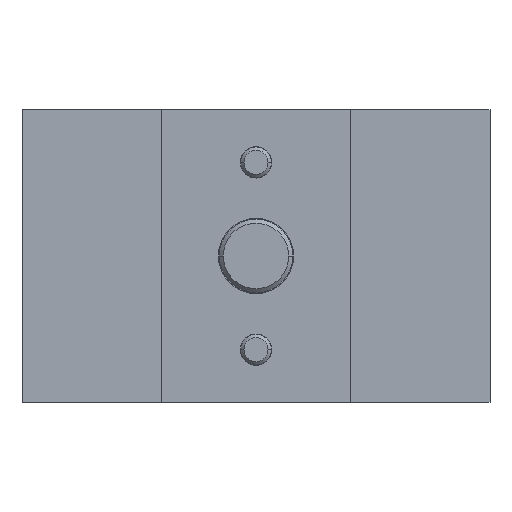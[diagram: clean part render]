
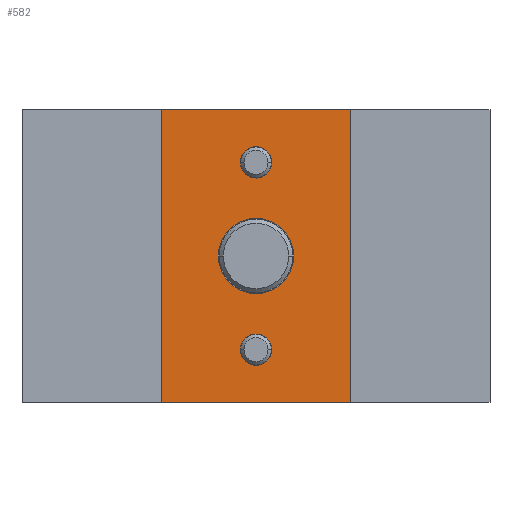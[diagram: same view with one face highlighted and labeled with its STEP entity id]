
A CAD part, front view. The second image highlights one B-rep face of the part: STEP entity #582.
In plain terms, the highlighted planar face has unit normal (0, -1, 0).
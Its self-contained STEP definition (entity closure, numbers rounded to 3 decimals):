
#582=ADVANCED_FACE('',(#1625,#1626,#1627,#1628),#1629,.T.);
#590=EDGE_CURVE('',#1224,#604,#1638,.T.);
#592=EDGE_CURVE('',#1416,#662,#1640,.T.);
#604=VERTEX_POINT('',#1653);
#662=VERTEX_POINT('',#1715);
#778=EDGE_CURVE('',#944,#1250,#1841,.T.);
#800=EDGE_CURVE('',#662,#1416,#1865,.T.);
#810=EDGE_CURVE('',#826,#950,#1876,.T.);
#826=VERTEX_POINT('',#1893);
#848=EDGE_CURVE('',#1250,#944,#1916,.T.);
#860=EDGE_CURVE('',#986,#1446,#1929,.T.);
#944=VERTEX_POINT('',#2021);
#950=VERTEX_POINT('',#2029);
#986=VERTEX_POINT('',#2069);
#1116=EDGE_CURVE('',#604,#1224,#2216,.T.);
#1224=VERTEX_POINT('',#2333);
#1250=VERTEX_POINT('',#2364);
#1400=EDGE_CURVE('',#986,#826,#2530,.T.);
#1416=VERTEX_POINT('',#2549);
#1446=VERTEX_POINT('',#2581);
#1532=EDGE_CURVE('',#950,#1446,#2681,.T.);
#1625=FACE_BOUND('',#2785,.T.);
#1626=FACE_BOUND('',#2786,.T.);
#1627=FACE_BOUND('',#2787,.T.);
#1628=FACE_OUTER_BOUND('',#2788,.T.);
#1629=PLANE('',#2789);
#1638=CIRCLE('',#2799,2.55);
#1640=CIRCLE('',#2802,2.55);
#1653=CARTESIAN_POINT('',(2.55,0.,15.25));
#1715=CARTESIAN_POINT('',(-2.55,0.,-15.25));
#1841=CIRCLE('',#3078,6.12);
#1865=CIRCLE('',#3113,2.55);
#1876=LINE('',#3127,#3128);
#1893=CARTESIAN_POINT('',(15.45,0.,-23.8));
#1916=CIRCLE('',#3189,6.12);
#1929=LINE('',#3205,#3206);
#2021=CARTESIAN_POINT('',(-6.12,0.0,0.));
#2029=CARTESIAN_POINT('',(15.45,0.,23.8));
#2069=CARTESIAN_POINT('',(-15.45,0.,-23.8));
#2216=CIRCLE('',#3605,2.55);
#2333=CARTESIAN_POINT('',(-2.55,0.,15.25));
#2364=CARTESIAN_POINT('',(6.12,0.0,0.));
#2530=LINE('',#4031,#4032);
#2549=CARTESIAN_POINT('',(2.55,0.,-15.25));
#2581=CARTESIAN_POINT('',(-15.45,0.,23.8));
#2681=LINE('',#4246,#4247);
#2785=EDGE_LOOP('',(#4335,#4336));
#2786=EDGE_LOOP('',(#4337,#4338));
#2787=EDGE_LOOP('',(#4339,#4340));
#2788=EDGE_LOOP('',(#4341,#4342,#4343,#4344));
#2789=AXIS2_PLACEMENT_3D('',#4345,#4346,#4347);
#2799=AXIS2_PLACEMENT_3D('',#4356,#4357,#4358);
#2802=AXIS2_PLACEMENT_3D('',#4359,#4360,#4361);
#3078=AXIS2_PLACEMENT_3D('',#4569,#4570,#4571);
#3113=AXIS2_PLACEMENT_3D('',#4618,#4619,#4620);
#3127=CARTESIAN_POINT('',(15.45,0.,-23.8));
#3128=VECTOR('',#4632,1.0);
#3189=AXIS2_PLACEMENT_3D('',#4664,#4665,#4666);
#3205=CARTESIAN_POINT('',(-15.45,0.,-23.8));
#3206=VECTOR('',#4676,1.0);
#3605=AXIS2_PLACEMENT_3D('',#4996,#4997,#4998);
#4031=CARTESIAN_POINT('',(-15.45,0.,-23.8));
#4032=VECTOR('',#5326,1.0);
#4246=CARTESIAN_POINT('',(-15.45,0.,23.8));
#4247=VECTOR('',#5503,1.0);
#4335=ORIENTED_EDGE('',*,*,#590,.T.);
#4336=ORIENTED_EDGE('',*,*,#1116,.T.);
#4337=ORIENTED_EDGE('',*,*,#800,.T.);
#4338=ORIENTED_EDGE('',*,*,#592,.T.);
#4339=ORIENTED_EDGE('',*,*,#778,.T.);
#4340=ORIENTED_EDGE('',*,*,#848,.T.);
#4341=ORIENTED_EDGE('',*,*,#1532,.T.);
#4342=ORIENTED_EDGE('',*,*,#860,.F.);
#4343=ORIENTED_EDGE('',*,*,#1400,.T.);
#4344=ORIENTED_EDGE('',*,*,#810,.T.);
#4345=CARTESIAN_POINT('',(15.45,0.,-23.8));
#4346=DIRECTION('',(0.0,-1.0,0.0));
#4347=DIRECTION('',(1.0,0.0,0.0));
#4356=CARTESIAN_POINT('',(0.,0.,15.25));
#4357=DIRECTION('',(-0.0,1.0,0.0));
#4358=DIRECTION('',(1.0,0.0,0.0));
#4359=CARTESIAN_POINT('',(0.,0.,-15.25));
#4360=DIRECTION('',(-0.0,1.0,0.0));
#4361=DIRECTION('',(1.0,0.0,0.0));
#4569=CARTESIAN_POINT('',(0.0,0.0,0.0));
#4570=DIRECTION('',(-0.0,1.0,0.0));
#4571=DIRECTION('',(1.0,0.0,0.0));
#4618=CARTESIAN_POINT('',(0.,0.,-15.25));
#4619=DIRECTION('',(-0.0,1.0,0.0));
#4620=DIRECTION('',(1.0,0.0,0.0));
#4632=DIRECTION('',(0.0,0.0,1.0));
#4664=CARTESIAN_POINT('',(0.0,0.0,0.0));
#4665=DIRECTION('',(-0.0,1.0,0.0));
#4666=DIRECTION('',(1.0,0.0,0.0));
#4676=DIRECTION('',(0.0,0.0,1.0));
#4996=CARTESIAN_POINT('',(0.,0.,15.25));
#4997=DIRECTION('',(-0.0,1.0,0.0));
#4998=DIRECTION('',(1.0,0.0,0.0));
#5326=DIRECTION('',(1.0,0.0,0.0));
#5503=DIRECTION('',(-1.0,-0.0,-0.0));
